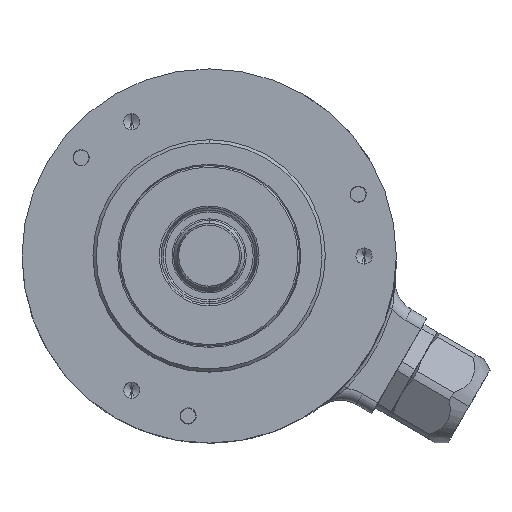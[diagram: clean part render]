
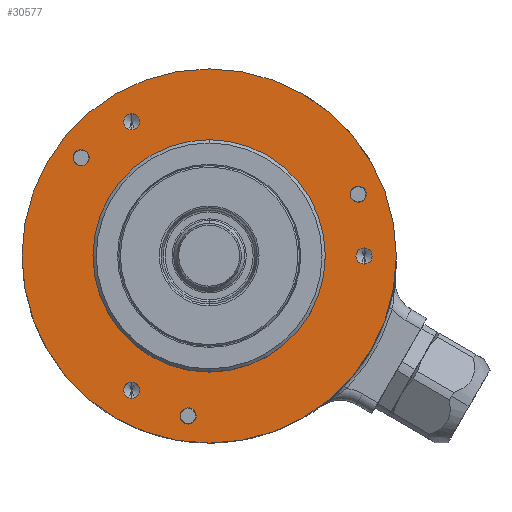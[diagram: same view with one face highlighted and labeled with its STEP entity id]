
A CAD part, top view. The second image highlights one B-rep face of the part: STEP entity #30577.
In plain terms, the highlighted planar face has unit normal (0, 0, 1).
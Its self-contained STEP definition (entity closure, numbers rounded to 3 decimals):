
#4342=CARTESIAN_POINT('',(0.,0.,17.));
#4343=DIRECTION('',(0.,0.,1.));
#4344=DIRECTION('',(1.,0.,0.));
#4345=AXIS2_PLACEMENT_3D('',#4342,#4343,#4344);
#4347=CARTESIAN_POINT('',(0.,0.,17.));
#4348=DIRECTION('',(0.,0.,1.));
#4349=DIRECTION('',(-1.,0.,0.));
#4350=AXIS2_PLACEMENT_3D('',#4347,#4348,#4349);
#4352=CARTESIAN_POINT('',(-19.834,15.219,17.));
#4353=DIRECTION('',(0.,0.,-1.));
#4354=DIRECTION('',(-0.793,0.609,0.));
#4355=AXIS2_PLACEMENT_3D('',#4352,#4353,#4354);
#4357=CARTESIAN_POINT('',(-19.834,15.219,17.));
#4358=DIRECTION('',(0.,0.,-1.));
#4359=DIRECTION('',(0.793,-0.609,0.));
#4360=AXIS2_PLACEMENT_3D('',#4357,#4358,#4359);
#4362=CARTESIAN_POINT('',(-3.263,-24.786,17.));
#4363=DIRECTION('',(0.,0.,-1.));
#4364=DIRECTION('',(-0.131,-0.991,0.));
#4365=AXIS2_PLACEMENT_3D('',#4362,#4363,#4364);
#4367=CARTESIAN_POINT('',(-3.263,-24.786,17.));
#4368=DIRECTION('',(0.,0.,-1.));
#4369=DIRECTION('',(0.131,0.991,0.));
#4370=AXIS2_PLACEMENT_3D('',#4367,#4368,#4369);
#4372=CARTESIAN_POINT('',(23.097,9.567,17.));
#4373=DIRECTION('',(0.,0.,-1.));
#4374=DIRECTION('',(0.924,0.383,0.));
#4375=AXIS2_PLACEMENT_3D('',#4372,#4373,#4374);
#4377=CARTESIAN_POINT('',(23.097,9.567,17.));
#4378=DIRECTION('',(0.,0.,-1.));
#4379=DIRECTION('',(-0.924,-0.383,0.));
#4380=AXIS2_PLACEMENT_3D('',#4377,#4378,#4379);
#4382=CARTESIAN_POINT('',(-12.,-20.785,17.));
#4383=DIRECTION('',(0.,0.,1.));
#4384=DIRECTION('',(0.,-1.,0.));
#4385=AXIS2_PLACEMENT_3D('',#4382,#4383,#4384);
#4387=CARTESIAN_POINT('',(-12.,-20.785,17.));
#4388=DIRECTION('',(0.,0.,1.));
#4389=DIRECTION('',(0.,1.,0.));
#4390=AXIS2_PLACEMENT_3D('',#4387,#4388,#4389);
#4392=CARTESIAN_POINT('',(-12.,20.785,17.));
#4393=DIRECTION('',(0.,0.,1.));
#4394=DIRECTION('',(0.,-1.,0.));
#4395=AXIS2_PLACEMENT_3D('',#4392,#4393,#4394);
#4397=CARTESIAN_POINT('',(-12.,20.785,17.));
#4398=DIRECTION('',(0.,0.,1.));
#4399=DIRECTION('',(0.,1.,0.));
#4400=AXIS2_PLACEMENT_3D('',#4397,#4398,#4399);
#4402=CARTESIAN_POINT('',(24.,0.,17.));
#4403=DIRECTION('',(0.,0.,1.));
#4404=DIRECTION('',(0.,-1.,0.));
#4405=AXIS2_PLACEMENT_3D('',#4402,#4403,#4404);
#4407=CARTESIAN_POINT('',(24.,0.,17.));
#4408=DIRECTION('',(0.,0.,1.));
#4409=DIRECTION('',(0.,1.,0.));
#4410=AXIS2_PLACEMENT_3D('',#4407,#4408,#4409);
#4416=CARTESIAN_POINT('',(0.,0.,17.));
#4417=DIRECTION('',(0.,0.,1.));
#4418=DIRECTION('',(0.,1.,0.));
#4419=AXIS2_PLACEMENT_3D('',#4416,#4417,#4418);
#4453=CARTESIAN_POINT('',(0.,0.,17.));
#4454=DIRECTION('',(0.,0.,-1.));
#4455=DIRECTION('',(0.,1.,0.));
#4456=AXIS2_PLACEMENT_3D('',#4453,#4454,#4455);
#22030=CARTESIAN_POINT('',(0.,18.,17.));
#22031=CARTESIAN_POINT('',(0.,-18.,17.));
#22032=VERTEX_POINT('',#22030);
#22033=VERTEX_POINT('',#22031);
#22034=CARTESIAN_POINT('',(29.,0.,17.));
#22035=CARTESIAN_POINT('',(-29.,0.,17.));
#22036=VERTEX_POINT('',#22034);
#22037=VERTEX_POINT('',#22035);
#22038=CARTESIAN_POINT('',(-20.826,15.98,17.));
#22039=CARTESIAN_POINT('',(-18.842,14.458,17.));
#22040=VERTEX_POINT('',#22038);
#22041=VERTEX_POINT('',#22039);
#22042=CARTESIAN_POINT('',(-3.426,-26.025,17.));
#22043=CARTESIAN_POINT('',(-3.1,-23.547,17.));
#22044=VERTEX_POINT('',#22042);
#22045=VERTEX_POINT('',#22043);
#22046=CARTESIAN_POINT('',(24.252,10.045,17.));
#22047=CARTESIAN_POINT('',(21.942,9.089,17.));
#22048=VERTEX_POINT('',#22046);
#22049=VERTEX_POINT('',#22047);
#22056=CARTESIAN_POINT('',(-12.,-22.035,17.));
#22057=CARTESIAN_POINT('',(-12.,-19.535,17.));
#22058=VERTEX_POINT('',#22056);
#22059=VERTEX_POINT('',#22057);
#22066=CARTESIAN_POINT('',(-12.,19.535,17.));
#22067=CARTESIAN_POINT('',(-12.,22.035,17.));
#22068=VERTEX_POINT('',#22066);
#22069=VERTEX_POINT('',#22067);
#22076=CARTESIAN_POINT('',(24.,-1.25,17.));
#22077=CARTESIAN_POINT('',(24.,1.25,17.));
#22078=VERTEX_POINT('',#22076);
#22079=VERTEX_POINT('',#22077);
#30526=CARTESIAN_POINT('',(0.,0.,17.));
#30527=DIRECTION('',(0.,0.,-1.));
#30528=DIRECTION('',(0.,1.,0.));
#30529=AXIS2_PLACEMENT_3D('',#30526,#30527,#30528);
#30530=PLANE('',#30529);
#30531=ORIENTED_EDGE('',*,*,#30503,.F.);
#30532=ORIENTED_EDGE('',*,*,#30517,.F.);
#30533=EDGE_LOOP('',(#30531,#30532));
#30534=FACE_OUTER_BOUND('',#30533,.F.);
#30536=ORIENTED_EDGE('',*,*,#30535,.T.);
#30538=ORIENTED_EDGE('',*,*,#30537,.F.);
#30539=EDGE_LOOP('',(#30536,#30538));
#30540=FACE_BOUND('',#30539,.F.);
#30542=ORIENTED_EDGE('',*,*,#30541,.F.);
#30544=ORIENTED_EDGE('',*,*,#30543,.F.);
#30545=EDGE_LOOP('',(#30542,#30544));
#30546=FACE_BOUND('',#30545,.F.);
#30548=ORIENTED_EDGE('',*,*,#30547,.F.);
#30550=ORIENTED_EDGE('',*,*,#30549,.F.);
#30551=EDGE_LOOP('',(#30548,#30550));
#30552=FACE_BOUND('',#30551,.F.);
#30554=ORIENTED_EDGE('',*,*,#30553,.F.);
#30556=ORIENTED_EDGE('',*,*,#30555,.F.);
#30557=EDGE_LOOP('',(#30554,#30556));
#30558=FACE_BOUND('',#30557,.F.);
#30560=ORIENTED_EDGE('',*,*,#30559,.T.);
#30562=ORIENTED_EDGE('',*,*,#30561,.T.);
#30563=EDGE_LOOP('',(#30560,#30562));
#30564=FACE_BOUND('',#30563,.F.);
#30566=ORIENTED_EDGE('',*,*,#30565,.T.);
#30568=ORIENTED_EDGE('',*,*,#30567,.T.);
#30569=EDGE_LOOP('',(#30566,#30568));
#30570=FACE_BOUND('',#30569,.F.);
#30572=ORIENTED_EDGE('',*,*,#30571,.T.);
#30574=ORIENTED_EDGE('',*,*,#30573,.T.);
#30575=EDGE_LOOP('',(#30572,#30574));
#30576=FACE_BOUND('',#30575,.F.);
#4346=CIRCLE('',#4345,29.);
#4351=CIRCLE('',#4350,29.);
#4356=CIRCLE('',#4355,1.25);
#4361=CIRCLE('',#4360,1.25);
#4366=CIRCLE('',#4365,1.25);
#4371=CIRCLE('',#4370,1.25);
#4376=CIRCLE('',#4375,1.25);
#4381=CIRCLE('',#4380,1.25);
#4386=CIRCLE('',#4385,1.25);
#4391=CIRCLE('',#4390,1.25);
#4396=CIRCLE('',#4395,1.25);
#4401=CIRCLE('',#4400,1.25);
#4406=CIRCLE('',#4405,1.25);
#4411=CIRCLE('',#4410,1.25);
#4420=CIRCLE('',#4419,18.);
#4457=CIRCLE('',#4456,18.);
#30503=EDGE_CURVE('',#22036,#22037,#4346,.T.);
#30517=EDGE_CURVE('',#22037,#22036,#4351,.T.);
#30535=EDGE_CURVE('',#22032,#22033,#4420,.T.);
#30537=EDGE_CURVE('',#22032,#22033,#4457,.T.);
#30541=EDGE_CURVE('',#22040,#22041,#4356,.T.);
#30543=EDGE_CURVE('',#22041,#22040,#4361,.T.);
#30547=EDGE_CURVE('',#22044,#22045,#4366,.T.);
#30549=EDGE_CURVE('',#22045,#22044,#4371,.T.);
#30553=EDGE_CURVE('',#22048,#22049,#4376,.T.);
#30555=EDGE_CURVE('',#22049,#22048,#4381,.T.);
#30559=EDGE_CURVE('',#22058,#22059,#4386,.T.);
#30561=EDGE_CURVE('',#22059,#22058,#4391,.T.);
#30565=EDGE_CURVE('',#22068,#22069,#4396,.T.);
#30567=EDGE_CURVE('',#22069,#22068,#4401,.T.);
#30571=EDGE_CURVE('',#22078,#22079,#4406,.T.);
#30573=EDGE_CURVE('',#22079,#22078,#4411,.T.);
#30577=ADVANCED_FACE('',(#30534,#30540,#30546,#30552,#30558,#30564,#30570,
#30576),#30530,.F.);
